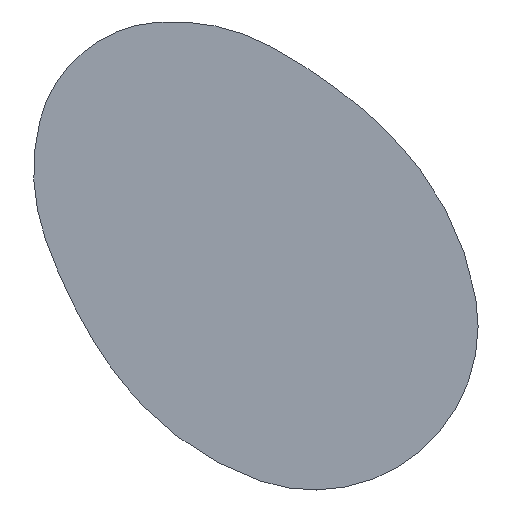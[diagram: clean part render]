
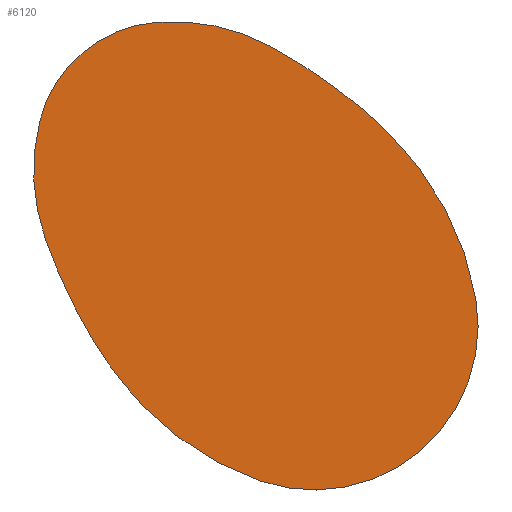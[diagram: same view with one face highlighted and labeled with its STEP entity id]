
A CAD part, top view. The second image highlights one B-rep face of the part: STEP entity #6120.
In plain terms, the highlighted planar face has unit normal (0, 0, -1).
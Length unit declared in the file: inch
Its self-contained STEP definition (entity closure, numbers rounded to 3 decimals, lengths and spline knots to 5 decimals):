
#248 = CARTESIAN_POINT ( 'NONE',  ( -1.79795, 2.11377, 2.39238 ) ) ;
#249 = PLANE ( 'NONE',  #3344 ) ;
#252 = DIRECTION ( 'NONE',  ( 0., 0., -1. ) ) ;
#253 = DIRECTION ( 'NONE',  ( 0., 1., 0. ) ) ;
#472 = CARTESIAN_POINT ( 'NONE',  ( -2.31707, -3.27471, 2.39238 ) ) ;
#476 = CARTESIAN_POINT ( 'NONE',  ( 0.41412, 4.38975, 2.39238 ) ) ;
#479 = CARTESIAN_POINT ( 'NONE',  ( 0.2053, -4.89001, 2.39238 ) ) ;
#482 = CARTESIAN_POINT ( 'NONE',  ( 2.39104, 3.04035, 2.39238 ) ) ;
#483 = CARTESIAN_POINT ( 'NONE',  ( -4.51346, 2.79642, 2.39238 ) ) ;
#498 = CARTESIAN_POINT ( 'NONE',  ( -3.38456, -1.87232, 2.39238 ) ) ;
#627 = VERTEX_POINT ( 'NONE', #1290 ) ;
#634 = VERTEX_POINT ( 'NONE', #1302 ) ;
#649 = ORIENTED_EDGE ( 'NONE', *, *, #3644, .T. ) ;
#663 = VERTEX_POINT ( 'NONE', #1286 ) ;
#669 = VERTEX_POINT ( 'NONE', #1291 ) ;
#683 = ORIENTED_EDGE ( 'NONE', *, *, #3620, .T. ) ;
#690 = ORIENTED_EDGE ( 'NONE', *, *, #3619, .T. ) ;
#713 = ORIENTED_EDGE ( 'NONE', *, *, #3593, .T. ) ;
#717 = ORIENTED_EDGE ( 'NONE', *, *, #3636, .T. ) ;
#728 = ORIENTED_EDGE ( 'NONE', *, *, #3643, .T. ) ;
#730 = ORIENTED_EDGE ( 'NONE', *, *, #3614, .T. ) ;
#742 = ORIENTED_EDGE ( 'NONE', *, *, #3646, .T. ) ;
#744 = ORIENTED_EDGE ( 'NONE', *, *, #3647, .T. ) ;
#754 = ORIENTED_EDGE ( 'NONE', *, *, #3589, .T. ) ;
#1286 = CARTESIAN_POINT ( 'NONE',  ( 4.79374, -0.98714, 2.39238 ) ) ;
#1290 = CARTESIAN_POINT ( 'NONE',  ( -4.39933, 0.29548, 2.39238 ) ) ;
#1291 = CARTESIAN_POINT ( 'NONE',  ( 3.60402, 1.76171, 2.39238 ) ) ;
#1302 = CARTESIAN_POINT ( 'NONE',  ( -2.03612, 4.90362, 2.39238 ) ) ;
#1821 = FACE_OUTER_BOUND ( 'NONE', #6272, .T. ) ;
#1947 = CARTESIAN_POINT ( 'NONE',  ( 3.356, 2.15104, 2.39238 ) ) ;
#1948 = DIRECTION ( 'NONE',  ( 0., 0., -1. ) ) ;
#1949 = DIRECTION ( 'NONE',  ( 0., -1., 0. ) ) ;
#1950 = CARTESIAN_POINT ( 'NONE',  ( -1.6661, 0.56938, 2.39238 ) ) ;
#1951 = DIRECTION ( 'NONE',  ( 0., 0., -1. ) ) ;
#1952 = DIRECTION ( 'NONE',  ( 0., -1., 0. ) ) ;
#3290 = AXIS2_PLACEMENT_3D ( 'NONE', #1950, #1951, #1952 ) ;
#3299 = AXIS2_PLACEMENT_3D ( 'NONE', #3957, #3958, #3959 ) ;
#3301 = AXIS2_PLACEMENT_3D ( 'NONE', #5766, #5765, #5764 ) ;
#3317 = AXIS2_PLACEMENT_3D ( 'NONE', #5774, #5773, #5772 ) ;
#3320 = AXIS2_PLACEMENT_3D ( 'NONE', #3954, #3955, #3956 ) ;
#3325 = AXIS2_PLACEMENT_3D ( 'NONE', #3948, #3949, #3950 ) ;
#3344 = AXIS2_PLACEMENT_3D ( 'NONE', #248, #252, #253 ) ;
#3346 = AXIS2_PLACEMENT_3D ( 'NONE', #1947, #1948, #1949 ) ;
#3347 = AXIS2_PLACEMENT_3D ( 'NONE', #6502, #6501, #6500 ) ;
#3363 = AXIS2_PLACEMENT_3D ( 'NONE', #3945, #3946, #3947 ) ;
#3384 = AXIS2_PLACEMENT_3D ( 'NONE', #3756, #3757, #3758 ) ;
#3425 = CIRCLE ( 'NONE', #3317, 11.95 ) ;
#3440 = CIRCLE ( 'NONE', #3301, 6.35 ) ;
#3452 = CIRCLE ( 'NONE', #3290, 4.35 ) ;
#3453 = CIRCLE ( 'NONE', #3347, 11.95 ) ;
#3461 = CIRCLE ( 'NONE', #3346, 7.85 ) ;
#3476 = CIRCLE ( 'NONE', #3384, 3.5 ) ;
#3477 = CIRCLE ( 'NONE', #3363, 4.35 ) ;
#3479 = CIRCLE ( 'NONE', #3320, 6.35 ) ;
#3480 = CIRCLE ( 'NONE', #3299, 7.85 ) ;
#3481 = CIRCLE ( 'NONE', #3325, 2.8 ) ;
#3589 = EDGE_CURVE ( 'NONE', #6265, #627, #3425, .T. ) ;
#3593 = EDGE_CURVE ( 'NONE', #669, #663, #3440, .T. ) ;
#3614 = EDGE_CURVE ( 'NONE', #6227, #6233, #3453, .T. ) ;
#3619 = EDGE_CURVE ( 'NONE', #6222, #6265, #3461, .T. ) ;
#3620 = EDGE_CURVE ( 'NONE', #634, #6227, #3452, .T. ) ;
#3636 = EDGE_CURVE ( 'NONE', #663, #6230, #3476, .T. ) ;
#3643 = EDGE_CURVE ( 'NONE', #627, #6236, #3477, .T. ) ;
#3644 = EDGE_CURVE ( 'NONE', #6236, #634, #3481, .T. ) ;
#3646 = EDGE_CURVE ( 'NONE', #6230, #6222, #3479, .T. ) ;
#3647 = EDGE_CURVE ( 'NONE', #6233, #669, #3480, .T. ) ;
#3756 = CARTESIAN_POINT ( 'NONE',  ( 1.34441, -1.58056, 2.39238 ) ) ;
#3757 = DIRECTION ( 'NONE',  ( 0., 0., -1. ) ) ;
#3758 = DIRECTION ( 'NONE',  ( 0., -1., 0. ) ) ;
#3945 = CARTESIAN_POINT ( 'NONE',  ( -0.29472, 1.73587, 2.39238 ) ) ;
#3946 = DIRECTION ( 'NONE',  ( 0., 0., -1. ) ) ;
#3947 = DIRECTION ( 'NONE',  ( 0., -1., 0. ) ) ;
#3948 = CARTESIAN_POINT ( 'NONE',  ( -1.79795, 2.11377, 2.39238 ) ) ;
#3949 = DIRECTION ( 'NONE',  ( 0., 0., -1. ) ) ;
#3950 = DIRECTION ( 'NONE',  ( 0., -1., 0. ) ) ;
#3954 = CARTESIAN_POINT ( 'NONE',  ( 2.27197, 1.11427, 2.39238 ) ) ;
#3955 = DIRECTION ( 'NONE',  ( 0., 0., -1. ) ) ;
#3956 = DIRECTION ( 'NONE',  ( 0., -1., 0. ) ) ;
#3957 = CARTESIAN_POINT ( 'NONE',  ( -2.66157, -2.96744, 2.39238 ) ) ;
#3958 = DIRECTION ( 'NONE',  ( 0., 0., -1. ) ) ;
#3959 = DIRECTION ( 'NONE',  ( 0., -1., 0. ) ) ;
#5764 = DIRECTION ( 'NONE',  ( 0., -1., 0. ) ) ;
#5765 = DIRECTION ( 'NONE',  ( 0., 0., -1. ) ) ;
#5766 = CARTESIAN_POINT ( 'NONE',  ( -1.46432, -2.06378, 2.39238 ) ) ;
#5772 = DIRECTION ( 'NONE',  ( 0., -1., 0. ) ) ;
#5773 = DIRECTION ( 'NONE',  ( 0., 0., -1. ) ) ;
#5774 = CARTESIAN_POINT ( 'NONE',  ( 6.87654, 4.25241, 2.39238 ) ) ;
#6120 = ADVANCED_FACE ( 'NONE', ( #1821 ), #249, .T. ) ;
#6222 = VERTEX_POINT ( 'NONE', #472 ) ;
#6227 = VERTEX_POINT ( 'NONE', #476 ) ;
#6230 = VERTEX_POINT ( 'NONE', #479 ) ;
#6233 = VERTEX_POINT ( 'NONE', #482 ) ;
#6236 = VERTEX_POINT ( 'NONE', #483 ) ;
#6265 = VERTEX_POINT ( 'NONE', #498 ) ;
#6272 = EDGE_LOOP ( 'NONE', ( #728, #649, #683, #730, #744, #713, #717, #742, #690, #754 ) ) ;
#6500 = DIRECTION ( 'NONE',  ( 0., -1., 0. ) ) ;
#6501 = DIRECTION ( 'NONE',  ( 0., 0., -1. ) ) ;
#6502 = CARTESIAN_POINT ( 'NONE',  ( -5.30052, -6.10527, 2.39238 ) ) ;
